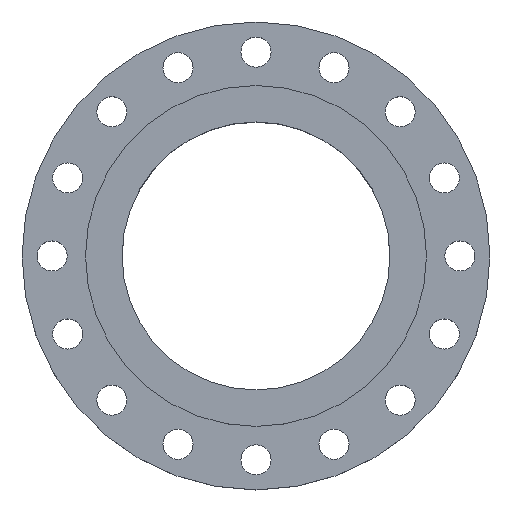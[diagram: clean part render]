
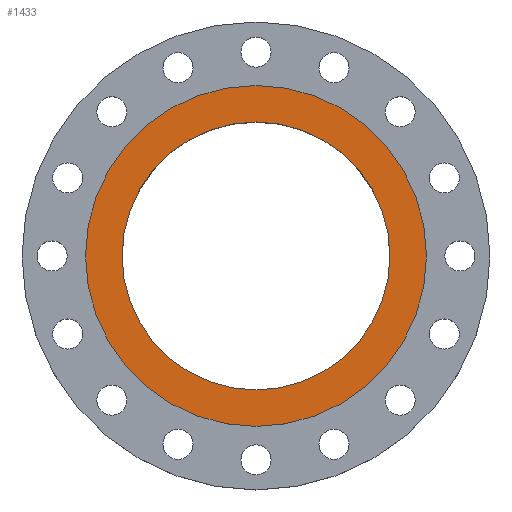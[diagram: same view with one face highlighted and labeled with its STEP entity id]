
A CAD part, top view. The second image highlights one B-rep face of the part: STEP entity #1433.
In plain terms, the highlighted planar face has unit normal (0, 0, 1).
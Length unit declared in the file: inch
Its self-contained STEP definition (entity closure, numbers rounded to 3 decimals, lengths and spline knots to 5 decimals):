
#15 = AXIS2_PLACEMENT_3D ( 'NONE', #1199, #684, #1341 ) ;
#69 = VERTEX_POINT ( 'NONE', #1282 ) ;
#143 = FACE_BOUND ( 'NONE', #1065, .T. ) ;
#295 = ORIENTED_EDGE ( 'NONE', *, *, #1353, .T. ) ;
#383 = CARTESIAN_POINT ( 'NONE',  ( 0., 5.01, 0. ) ) ;
#470 = AXIS2_PLACEMENT_3D ( 'NONE', #1479, #944, #1205 ) ;
#483 = CARTESIAN_POINT ( 'NONE',  ( 0., 0., 0. ) ) ;
#591 = ORIENTED_EDGE ( 'NONE', *, *, #1590, .F. ) ;
#613 = AXIS2_PLACEMENT_3D ( 'NONE', #383, #799, #1324 ) ;
#633 = VERTEX_POINT ( 'NONE', #819 ) ;
#666 = ORIENTED_EDGE ( 'NONE', *, *, #771, .F. ) ;
#684 = DIRECTION ( 'NONE',  ( 0., 0., 1. ) ) ;
#694 = AXIS2_PLACEMENT_3D ( 'NONE', #483, #1516, #760 ) ;
#699 = CIRCLE ( 'NONE', #470, 6.375 ) ;
#744 = DIRECTION ( 'NONE',  ( 1., 0., 0. ) ) ;
#760 = DIRECTION ( 'NONE',  ( 1., 0., 0. ) ) ;
#771 = EDGE_CURVE ( 'NONE', #1467, #633, #1417, .T. ) ;
#799 = DIRECTION ( 'NONE',  ( 0., 0., -1. ) ) ;
#819 = CARTESIAN_POINT ( 'NONE',  ( 5.01, 0., 0. ) ) ;
#884 = CARTESIAN_POINT ( 'NONE',  ( 6.375, 0., 0. ) ) ;
#944 = DIRECTION ( 'NONE',  ( 0., 0., 1. ) ) ;
#1065 = EDGE_LOOP ( 'NONE', ( #591, #666 ) ) ;
#1087 = VERTEX_POINT ( 'NONE', #884 ) ;
#1199 = CARTESIAN_POINT ( 'NONE',  ( 0., 0., 0. ) ) ;
#1205 = DIRECTION ( 'NONE',  ( 1., 0., 0. ) ) ;
#1282 = CARTESIAN_POINT ( 'NONE',  ( -6.375, 0., 0. ) ) ;
#1319 = CARTESIAN_POINT ( 'NONE',  ( -5.01, 0., 0. ) ) ;
#1324 = DIRECTION ( 'NONE',  ( -1., 0., 0. ) ) ;
#1341 = DIRECTION ( 'NONE',  ( 1., 0., 0. ) ) ;
#1347 = EDGE_CURVE ( 'NONE', #69, #1087, #1450, .T. ) ;
#1353 = EDGE_CURVE ( 'NONE', #1087, #69, #699, .T. ) ;
#1417 = CIRCLE ( 'NONE', #1613, 5.01 ) ;
#1433 = ADVANCED_FACE ( 'NONE', ( #143, #1606 ), #1459, .F. ) ;
#1446 = CIRCLE ( 'NONE', #694, 5.01 ) ;
#1450 = CIRCLE ( 'NONE', #15, 6.375 ) ;
#1459 = PLANE ( 'NONE',  #613 ) ;
#1467 = VERTEX_POINT ( 'NONE', #1319 ) ;
#1479 = CARTESIAN_POINT ( 'NONE',  ( 0., 0., 0. ) ) ;
#1516 = DIRECTION ( 'NONE',  ( 0., 0., 1. ) ) ;
#1538 = CARTESIAN_POINT ( 'NONE',  ( 0., 0., 0. ) ) ;
#1556 = DIRECTION ( 'NONE',  ( 0., 0., 1. ) ) ;
#1590 = EDGE_CURVE ( 'NONE', #633, #1467, #1446, .T. ) ;
#1591 = ORIENTED_EDGE ( 'NONE', *, *, #1347, .T. ) ;
#1606 = FACE_OUTER_BOUND ( 'NONE', #1718, .T. ) ;
#1613 = AXIS2_PLACEMENT_3D ( 'NONE', #1538, #1556, #744 ) ;
#1718 = EDGE_LOOP ( 'NONE', ( #295, #1591 ) ) ;
